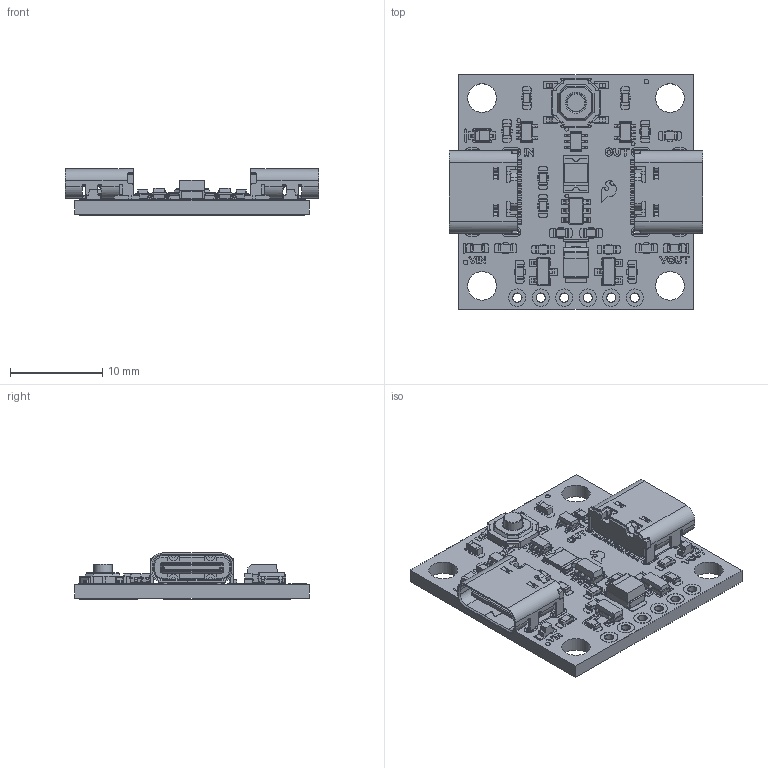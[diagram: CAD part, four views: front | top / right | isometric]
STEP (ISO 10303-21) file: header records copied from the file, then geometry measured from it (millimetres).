
FILE_DESCRIPTION(('KiCad electronic assembly'),'2;1');
FILE_NAME('Soft_Power_Switch_USB-C_3D_model.step','2024-11-14T16:04:40', ('Pcbnew'),('Kicad'),'Open CASCADE STEP processor 7.8', 'KiCad to STEP converter','Unknown');
FILE_SCHEMA(('AUTOMOTIVE_DESIGN { 1 0 10303 214 1 1 1 1 }'));
Length unit declared in the file: millimetre
Products named in the file (25): Soft_Power_Switch_USB-C_3D_model 1; SOT-23-6; SOT-353_SC-70-5; R_0603_1608Metric; LED_0603_1608Metric_Red; SOT-23; USB-C_16; USB4105GFA_USB4105GFA; C_0603_1608Metric; SOT-363_SC-70-6; D_SOD-323; Tactile_Switch_5.2x5.2mm_h2.5mm; 59EABDD3-378C-4408-8BAB-872EA4CE998E; CP_EIA-3528-21_Vishay-B; Fuse_1210_3225Metric; Soft_Power_Switch_USB-C_copper; Soft_Power_Switch_USB-C_pad; Soft_Power_Switch_USB-C_silkscreen; Soft_Power_Switch_USB-C_PCB
Assembly tree (41 placements, depth 3):
  Soft_Power_Switch_USB-C_3D_model 1
    SOT-23-6
    SOT-353_SC-70-5  x2
    R_0603_1608Metric  x12
    LED_0603_1608Metric_Red  x2
    SOT-23  x2
    USB-C_16  x2
      USB4105GFA_USB4105GFA
    C_0603_1608Metric  x3
    SOT-363_SC-70-6
    D_SOD-323
    Tactile_Switch_5.2x5.2mm_h2.5mm
      59EABDD3-378C-4408-8BAB-872EA4CE998E
      59EABDD3-378C-4408-8BAB-872EA4CE998E
      59EABDD3-378C-4408-8BAB-872EA4CE998E
      59EABDD3-378C-4408-8BAB-872EA4CE998E
      59EABDD3-378C-4408-8BAB-872EA4CE998E
      59EABDD3-378C-4408-8BAB-872EA4CE998E
      59EABDD3-378C-4408-8BAB-872EA4CE998E
    CP_EIA-3528-21_Vishay-B
    Fuse_1210_3225Metric
    Soft_Power_Switch_USB-C_copper
    Soft_Power_Switch_USB-C_pad
    Soft_Power_Switch_USB-C_silkscreen
    Soft_Power_Switch_USB-C_PCB
Bounding box: 27.39 x 25.4 x 4.98 mm (x, y, z)
Volume: 1225.7 mm3; surface area: 3453.3 mm2
Topology: 270 solids, 419 shells, 4581 faces, 14278 edges, 10383 vertices
Faces by surface type: plane 3192, cylinder 1046, bspline 213, cone 129, torus 1
Full cylindrical faces by diameter (mm): 0.5 x4, 0.65 x4, 0.966 x18, 1.016 x12, 1.88 x12, 2 x1, 2.1 x1, 3.1 x4
Entity records: 122779 total; most frequent: CARTESIAN_POINT 22921, DIRECTION 18066, ORIENTED_EDGE 17704, EDGE_CURVE 10535, LINE 8516, VECTOR 8516, VERTEX_POINT 7995, AXIS2_PLACEMENT_3D 4775
